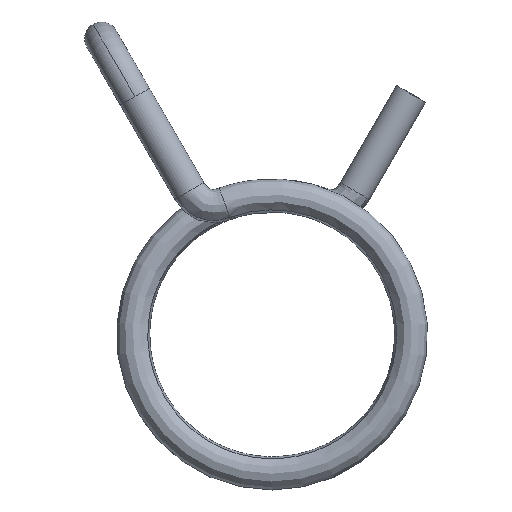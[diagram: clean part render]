
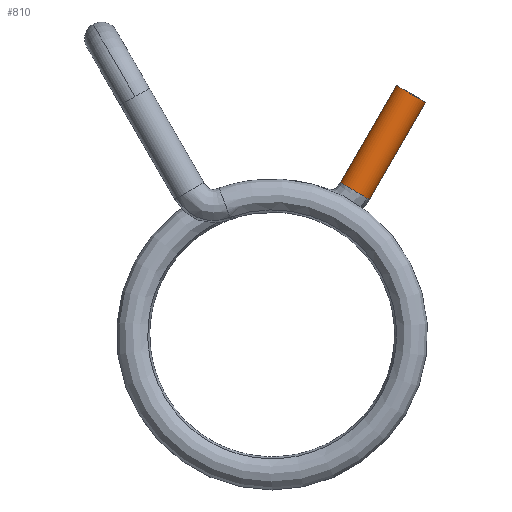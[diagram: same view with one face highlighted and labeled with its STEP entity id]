
A CAD part, top view. The second image highlights one B-rep face of the part: STEP entity #810.
In plain terms, the highlighted cylindrical face has radius 0.5 mm (diameter 1 mm), a partial arc.
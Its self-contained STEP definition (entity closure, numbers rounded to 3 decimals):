
#36 = VECTOR ( 'NONE', #3854, 1000. ) ;
#68 = CARTESIAN_POINT ( 'NONE',  ( 2.473, 4.283, 0.55 ) ) ;
#88 = ORIENTED_EDGE ( 'NONE', *, *, #1536, .T. ) ;
#174 = AXIS2_PLACEMENT_3D ( 'NONE', #1316, #5227, #3069 ) ;
#176 = ORIENTED_EDGE ( 'NONE', *, *, #6140, .T. ) ;
#219 = LINE ( 'NONE', #2492, #1927 ) ;
#339 = VERTEX_POINT ( 'NONE', #2937 ) ;
#342 = AXIS2_PLACEMENT_3D ( 'NONE', #7045, #813, #1994 ) ;
#541 = AXIS2_PLACEMENT_3D ( 'NONE', #68, #2341, #3016 ) ;
#637 = VECTOR ( 'NONE', #6475, 1000. ) ;
#722 = CARTESIAN_POINT ( 'NONE',  ( 2.04, 4.533, 0.55 ) ) ;
#745 = CARTESIAN_POINT ( 'NONE',  ( 4.15, 7.188, 0.55 ) ) ;
#797 = CARTESIAN_POINT ( 'NONE',  ( 4.583, 6.938, 0.55 ) ) ;
#810 = ADVANCED_FACE ( 'NONE', ( #2674 ), #2563, .T. ) ;
#813 = DIRECTION ( 'NONE',  ( 0.5, 0.866, 0. ) ) ;
#851 = DIRECTION ( 'NONE',  ( 0.5, 0.866, 0. ) ) ;
#865 = DIRECTION ( 'NONE',  ( 0.5, 0.866, 0. ) ) ;
#926 = DIRECTION ( 'NONE',  ( -0.718, 0.415, -0.559 ) ) ;
#988 = CIRCLE ( 'NONE', #4509, 0.5 ) ;
#997 = ORIENTED_EDGE ( 'NONE', *, *, #6577, .F. ) ;
#1056 = EDGE_CURVE ( 'NONE', #3728, #1693, #2592, .T. ) ;
#1144 = CARTESIAN_POINT ( 'NONE',  ( 2.832, 4.076, 0.83 ) ) ;
#1196 = DIRECTION ( 'NONE',  ( -0.718, 0.415, -0.559 ) ) ;
#1316 = CARTESIAN_POINT ( 'NONE',  ( 4.145, 7.179, 0.55 ) ) ;
#1329 = LINE ( 'NONE', #1369, #6993 ) ;
#1352 = CARTESIAN_POINT ( 'NONE',  ( 4.247, 7.12, 1.036 ) ) ;
#1366 = AXIS2_PLACEMENT_3D ( 'NONE', #4928, #7181, #3207 ) ;
#1369 = CARTESIAN_POINT ( 'NONE',  ( 2.906, 4.033, 0.55 ) ) ;
#1463 = EDGE_LOOP ( 'NONE', ( #5253, #5795, #5004, #4844, #3802, #4441, #88, #4591, #5378, #4968, #176, #997, #4212 ) ) ;
#1514 = CARTESIAN_POINT ( 'NONE',  ( 2.906, 4.033, 0.55 ) ) ;
#1536 = EDGE_CURVE ( 'NONE', #3890, #4173, #6018, .T. ) ;
#1589 = EDGE_CURVE ( 'NONE', #4708, #339, #2073, .T. ) ;
#1679 = CARTESIAN_POINT ( 'NONE',  ( 2.04, 4.533, 0.55 ) ) ;
#1693 = VERTEX_POINT ( 'NONE', #1713 ) ;
#1713 = CARTESIAN_POINT ( 'NONE',  ( 3.717, 7.438, 0.55 ) ) ;
#1927 = VECTOR ( 'NONE', #3570, 1000. ) ;
#1994 = DIRECTION ( 'NONE',  ( -0.866, 0.5, 0. ) ) ;
#2051 = CARTESIAN_POINT ( 'NONE',  ( 4.126, 7.191, 1.05 ) ) ;
#2073 = CIRCLE ( 'NONE', #1366, 0.5 ) ;
#2184 = DIRECTION ( 'NONE',  ( -0.718, 0.415, -0.559 ) ) ;
#2197 = AXIS2_PLACEMENT_3D ( 'NONE', #745, #5180, #2342 ) ;
#2270 = VERTEX_POINT ( 'NONE', #5777 ) ;
#2303 = VERTEX_POINT ( 'NONE', #1514 ) ;
#2341 = DIRECTION ( 'NONE',  ( 0.5, 0.866, 0. ) ) ;
#2342 = DIRECTION ( 'NONE',  ( -0.718, 0.415, -0.559 ) ) ;
#2442 = VECTOR ( 'NONE', #3409, 1000. ) ;
#2445 = CARTESIAN_POINT ( 'NONE',  ( 4.247, 7.12, 1.036 ) ) ;
#2492 = CARTESIAN_POINT ( 'NONE',  ( 4.146, 7.179, 1.05 ) ) ;
#2563 = CYLINDRICAL_SURFACE ( 'NONE', #342, 0.5 ) ;
#2592 = LINE ( 'NONE', #1679, #36 ) ;
#2674 = FACE_OUTER_BOUND ( 'NONE', #1463, .T. ) ;
#2812 = EDGE_CURVE ( 'NONE', #3728, #5418, #5133, .T. ) ;
#2878 = LINE ( 'NONE', #2445, #2442 ) ;
#2883 = VERTEX_POINT ( 'NONE', #1352 ) ;
#2892 = EDGE_CURVE ( 'NONE', #3890, #2883, #7017, .T. ) ;
#2893 = CARTESIAN_POINT ( 'NONE',  ( 4.131, 7.199, 1.05 ) ) ;
#2937 = CARTESIAN_POINT ( 'NONE',  ( 4.146, 7.179, 1.05 ) ) ;
#2989 = DIRECTION ( 'NONE',  ( 0.5, 0.866, 0. ) ) ;
#3016 = DIRECTION ( 'NONE',  ( -0.718, 0.415, -0.559 ) ) ;
#3040 = CARTESIAN_POINT ( 'NONE',  ( 4.227, 7.132, 1.041 ) ) ;
#3069 = DIRECTION ( 'NONE',  ( 0.866, -0.5, 0. ) ) ;
#3093 = EDGE_CURVE ( 'NONE', #2270, #7202, #6088, .T. ) ;
#3095 = VERTEX_POINT ( 'NONE', #2893 ) ;
#3207 = DIRECTION ( 'NONE',  ( 0.866, -0.5, 0. ) ) ;
#3281 = CARTESIAN_POINT ( 'NONE',  ( 4.126, 7.191, 1.05 ) ) ;
#3403 = EDGE_CURVE ( 'NONE', #5418, #2303, #6666, .T. ) ;
#3409 = DIRECTION ( 'NONE',  ( -0.5, -0.866, 0. ) ) ;
#3550 = CARTESIAN_POINT ( 'NONE',  ( 2.473, 4.283, 0.55 ) ) ;
#3570 = DIRECTION ( 'NONE',  ( -0.5, -0.866, 0. ) ) ;
#3728 = VERTEX_POINT ( 'NONE', #722 ) ;
#3802 = ORIENTED_EDGE ( 'NONE', *, *, #4127, .T. ) ;
#3811 = CARTESIAN_POINT ( 'NONE',  ( 4.151, 7.187, 1.05 ) ) ;
#3854 = DIRECTION ( 'NONE',  ( 0.5, 0.866, 0. ) ) ;
#3890 = VERTEX_POINT ( 'NONE', #3967 ) ;
#3967 = CARTESIAN_POINT ( 'NONE',  ( 4.227, 7.132, 1.041 ) ) ;
#4127 = EDGE_CURVE ( 'NONE', #2270, #2883, #2878, .T. ) ;
#4173 = VERTEX_POINT ( 'NONE', #6703 ) ;
#4212 = ORIENTED_EDGE ( 'NONE', *, *, #1056, .F. ) ;
#4441 = ORIENTED_EDGE ( 'NONE', *, *, #2892, .F. ) ;
#4457 = DIRECTION ( 'NONE',  ( 0.5, 0.866, 0. ) ) ;
#4509 = AXIS2_PLACEMENT_3D ( 'NONE', #7241, #4457, #2184 ) ;
#4511 = AXIS2_PLACEMENT_3D ( 'NONE', #5474, #851, #926 ) ;
#4591 = ORIENTED_EDGE ( 'NONE', *, *, #5303, .F. ) ;
#4708 = VERTEX_POINT ( 'NONE', #2051 ) ;
#4832 = VERTEX_POINT ( 'NONE', #3811 ) ;
#4844 = ORIENTED_EDGE ( 'NONE', *, *, #3093, .F. ) ;
#4856 = DIRECTION ( 'NONE',  ( 0.5, 0.866, 0. ) ) ;
#4928 = CARTESIAN_POINT ( 'NONE',  ( 4.145, 7.179, 0.55 ) ) ;
#4968 = ORIENTED_EDGE ( 'NONE', *, *, #1589, .F. ) ;
#4995 = VECTOR ( 'NONE', #865, 1000. ) ;
#5004 = ORIENTED_EDGE ( 'NONE', *, *, #6950, .T. ) ;
#5133 = CIRCLE ( 'NONE', #5618, 0.5 ) ;
#5180 = DIRECTION ( 'NONE',  ( 0.5, 0.866, 0. ) ) ;
#5227 = DIRECTION ( 'NONE',  ( 0.5, 0.866, 0. ) ) ;
#5253 = ORIENTED_EDGE ( 'NONE', *, *, #2812, .T. ) ;
#5303 = EDGE_CURVE ( 'NONE', #4832, #4173, #988, .T. ) ;
#5378 = ORIENTED_EDGE ( 'NONE', *, *, #6403, .T. ) ;
#5418 = VERTEX_POINT ( 'NONE', #1144 ) ;
#5474 = CARTESIAN_POINT ( 'NONE',  ( 4.15, 7.188, 0.55 ) ) ;
#5618 = AXIS2_PLACEMENT_3D ( 'NONE', #3550, #2989, #1196 ) ;
#5777 = CARTESIAN_POINT ( 'NONE',  ( 4.252, 7.129, 1.036 ) ) ;
#5795 = ORIENTED_EDGE ( 'NONE', *, *, #3403, .T. ) ;
#6018 = LINE ( 'NONE', #3040, #637 ) ;
#6077 = LINE ( 'NONE', #3281, #4995 ) ;
#6088 = CIRCLE ( 'NONE', #2197, 0.5 ) ;
#6140 = EDGE_CURVE ( 'NONE', #4708, #3095, #6077, .T. ) ;
#6403 = EDGE_CURVE ( 'NONE', #4832, #339, #219, .T. ) ;
#6475 = DIRECTION ( 'NONE',  ( 0.5, 0.866, 0. ) ) ;
#6577 = EDGE_CURVE ( 'NONE', #1693, #3095, #6628, .T. ) ;
#6628 = CIRCLE ( 'NONE', #4511, 0.5 ) ;
#6666 = CIRCLE ( 'NONE', #541, 0.5 ) ;
#6703 = CARTESIAN_POINT ( 'NONE',  ( 4.232, 7.14, 1.041 ) ) ;
#6950 = EDGE_CURVE ( 'NONE', #2303, #7202, #1329, .T. ) ;
#6993 = VECTOR ( 'NONE', #4856, 1000. ) ;
#7017 = CIRCLE ( 'NONE', #174, 0.5 ) ;
#7045 = CARTESIAN_POINT ( 'NONE',  ( 2.473, 4.283, 0.55 ) ) ;
#7181 = DIRECTION ( 'NONE',  ( 0.5, 0.866, 0. ) ) ;
#7202 = VERTEX_POINT ( 'NONE', #797 ) ;
#7241 = CARTESIAN_POINT ( 'NONE',  ( 4.15, 7.188, 0.55 ) ) ;
